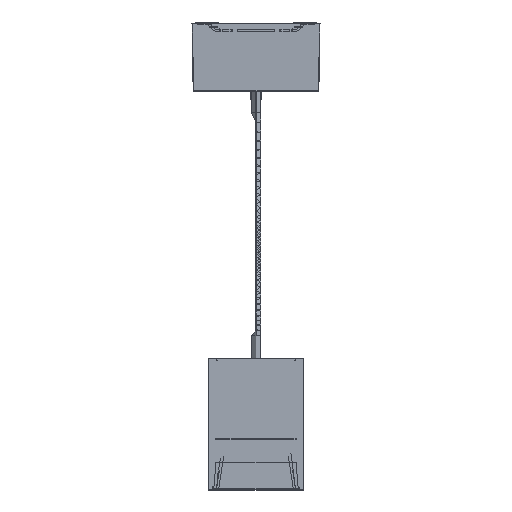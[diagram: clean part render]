
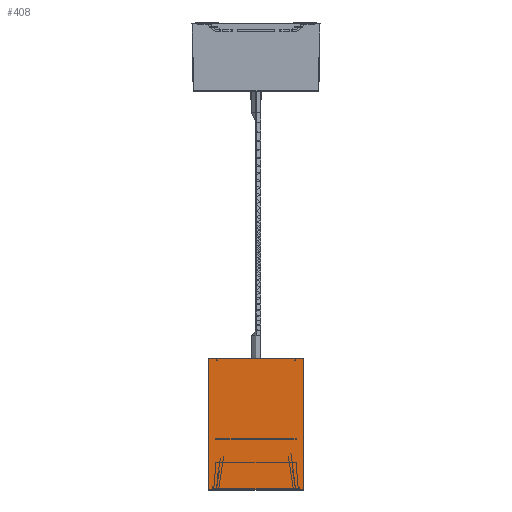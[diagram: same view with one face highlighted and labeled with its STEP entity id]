
A CAD part, front view. The second image highlights one B-rep face of the part: STEP entity #408.
In plain terms, the highlighted planar face has unit normal (0, -1, 0).
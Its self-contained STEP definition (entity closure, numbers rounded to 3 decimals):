
#408=ADVANCED_FACE('',(#1717),#20489,.T.);
#1717=FACE_OUTER_BOUND('',#3036,.T.);
#3036=EDGE_LOOP('',(#5596,#5597,#5598,#5599));
#5596=ORIENTED_EDGE('',*,*,#11104,.T.);
#5597=ORIENTED_EDGE('',*,*,#11105,.T.);
#5598=ORIENTED_EDGE('',*,*,#11106,.T.);
#5599=ORIENTED_EDGE('',*,*,#11107,.T.);
#11104=EDGE_CURVE('',#17656,#17657,#14249,.T.);
#11105=EDGE_CURVE('',#17657,#17658,#14250,.T.);
#11106=EDGE_CURVE('',#17658,#17659,#14251,.T.);
#11107=EDGE_CURVE('',#17659,#17656,#14252,.T.);
#14249=B_SPLINE_CURVE_WITH_KNOTS('',1,(#28914,#28915),.UNSPECIFIED.,.F.,
 .F.,(2,2),(0.,64.511),.UNSPECIFIED.);
#14250=B_SPLINE_CURVE_WITH_KNOTS('',1,(#28916,#28917),.UNSPECIFIED.,.F.,
 .F.,(2,2),(0.,89.521),.UNSPECIFIED.);
#14251=B_SPLINE_CURVE_WITH_KNOTS('',1,(#28918,#28919),.UNSPECIFIED.,.F.,
 .F.,(2,2),(-64.511,0.),.UNSPECIFIED.);
#14252=B_SPLINE_CURVE_WITH_KNOTS('',1,(#28920,#28921),.UNSPECIFIED.,.F.,
 .F.,(2,2),(-89.521,0.),.UNSPECIFIED.);
#17656=VERTEX_POINT('',#28408);
#17657=VERTEX_POINT('',#28409);
#17658=VERTEX_POINT('',#28410);
#17659=VERTEX_POINT('',#28411);
#20489=PLANE('',#20786);
#20786=AXIS2_PLACEMENT_3D('',#27555,#21000,$);
#21000=DIRECTION('',(0.,-1.,0.));
#27555=CARTESIAN_POINT('',(32.255,-1124.5,55.115));
#28408=CARTESIAN_POINT('',(32.255,-1124.5,55.115));
#28409=CARTESIAN_POINT('',(-32.255,-1124.5,55.115));
#28410=CARTESIAN_POINT('',(-32.255,-1124.5,-34.405));
#28411=CARTESIAN_POINT('',(32.255,-1124.5,-34.405));
#28914=CARTESIAN_POINT('',(32.255,-1124.5,55.115));
#28915=CARTESIAN_POINT('',(-32.255,-1124.5,55.115));
#28916=CARTESIAN_POINT('',(-32.255,-1124.5,55.115));
#28917=CARTESIAN_POINT('',(-32.255,-1124.5,-34.405));
#28918=CARTESIAN_POINT('',(-32.255,-1124.5,-34.405));
#28919=CARTESIAN_POINT('',(32.255,-1124.5,-34.405));
#28920=CARTESIAN_POINT('',(32.255,-1124.5,-34.405));
#28921=CARTESIAN_POINT('',(32.255,-1124.5,55.115));
